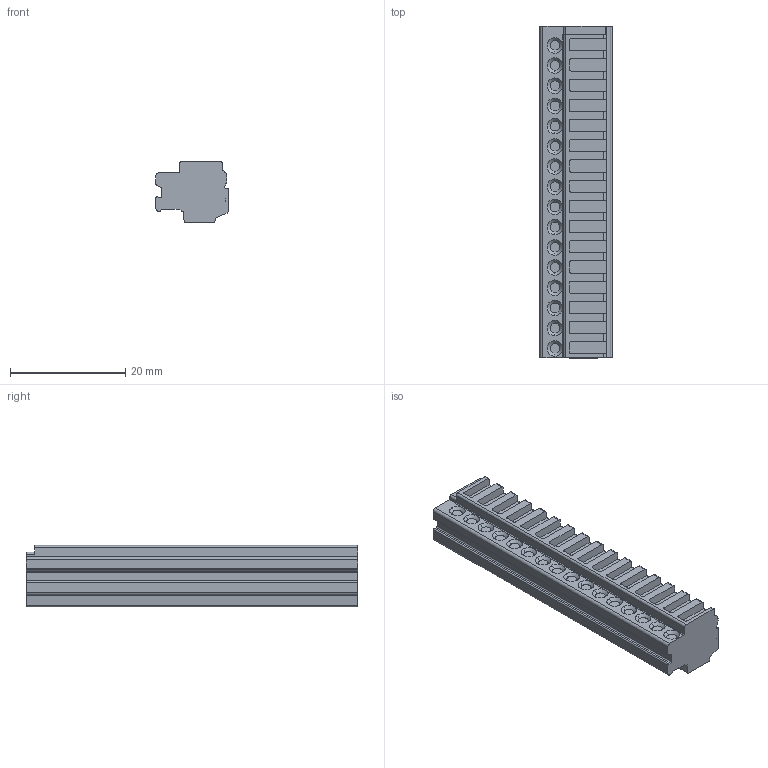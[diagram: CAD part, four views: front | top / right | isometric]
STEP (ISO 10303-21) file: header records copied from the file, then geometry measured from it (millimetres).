
FILE_DESCRIPTION((''),'2;1');
FILE_NAME('RRGG','2024-10-15T11:02:32',('tluser'),(''),'CREO PARAMETRIC BY PTC INC, 2018100','CREO PARAMETRIC BY PTC INC, 2018100','');
FILE_SCHEMA(('CONFIG_CONTROL_DESIGN'));
Length unit declared in the file: millimetre
Products named in the file (1): RRGG
Bounding box: 12.5 x 57.5 x 10.6 mm (x, y, z)
Volume: 5624.5 mm3; surface area: 3327.9 mm2
Topology: 1 solids, 1 shells, 513 faces, 1357 edges, 894 vertices
Faces by surface type: plane 284, cylinder 165, cone 64
Entity records: 16215 total; most frequent: CARTESIAN_POINT 3052, DIRECTION 2809, ORIENTED_EDGE 2714, EDGE_CURVE 1357, AXIS2_PLACEMENT_3D 971, VERTEX_POINT 894, VECTOR 867, LINE 867
